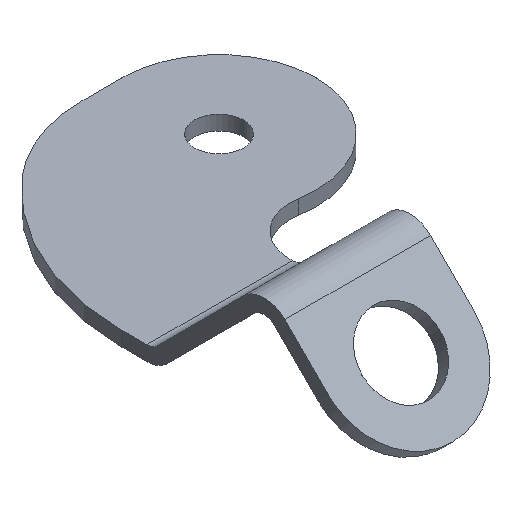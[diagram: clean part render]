
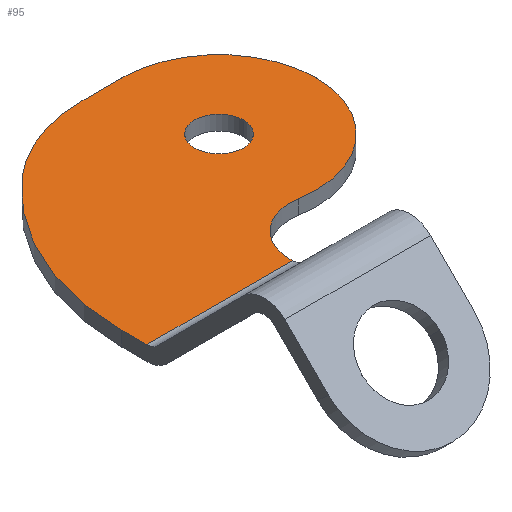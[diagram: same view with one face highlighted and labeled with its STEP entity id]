
A CAD part, isometric view. The second image highlights one B-rep face of the part: STEP entity #95.
In plain terms, the highlighted planar face has unit normal (0, 0, 1).
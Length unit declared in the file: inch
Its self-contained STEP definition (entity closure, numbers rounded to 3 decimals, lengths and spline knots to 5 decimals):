
#95=ADVANCED_FACE('',(#188,#189),#190,.T.);
#188=FACE_BOUND('',#277,.T.);
#189=FACE_OUTER_BOUND('',#278,.T.);
#190=PLANE('',#279);
#277=EDGE_LOOP('',(#487,#488));
#278=EDGE_LOOP('',(#489,#490,#491,#492,#493,#494,#495,#496,#497));
#279=AXIS2_PLACEMENT_3D('',#498,#499,#500);
#487=ORIENTED_EDGE('',*,*,#604,.T.);
#488=ORIENTED_EDGE('',*,*,#605,.T.);
#489=ORIENTED_EDGE('',*,*,#562,.F.);
#490=ORIENTED_EDGE('',*,*,#578,.F.);
#491=ORIENTED_EDGE('',*,*,#596,.F.);
#492=ORIENTED_EDGE('',*,*,#593,.F.);
#493=ORIENTED_EDGE('',*,*,#531,.F.);
#494=ORIENTED_EDGE('',*,*,#591,.F.);
#495=ORIENTED_EDGE('',*,*,#587,.F.);
#496=ORIENTED_EDGE('',*,*,#599,.F.);
#497=ORIENTED_EDGE('',*,*,#547,.F.);
#498=CARTESIAN_POINT('',(-2.74823,12.96382,-1.05385));
#499=DIRECTION('',(0.,0.0,1.0));
#500=DIRECTION('',(1.0,0.0,0.));
#531=EDGE_CURVE('',#639,#635,#641,.T.);
#547=EDGE_CURVE('',#666,#668,#669,.T.);
#562=EDGE_CURVE('',#690,#666,#691,.T.);
#578=EDGE_CURVE('',#714,#690,#716,.T.);
#587=EDGE_CURVE('',#726,#727,#728,.T.);
#591=EDGE_CURVE('',#727,#639,#732,.T.);
#593=EDGE_CURVE('',#635,#734,#735,.T.);
#596=EDGE_CURVE('',#734,#714,#738,.T.);
#599=EDGE_CURVE('',#668,#726,#741,.T.);
#604=EDGE_CURVE('',#746,#747,#748,.T.);
#605=EDGE_CURVE('',#747,#746,#749,.T.);
#635=VERTEX_POINT('',#790);
#639=VERTEX_POINT('',#795);
#641=CIRCLE('',#798,0.7874);
#666=VERTEX_POINT('',#830);
#668=VERTEX_POINT('',#832);
#669=LINE('',#833,#834);
#690=VERTEX_POINT('',#862);
#691=LINE('',#863,#864);
#714=VERTEX_POINT('',#891);
#716=LINE('',#894,#895);
#726=VERTEX_POINT('',#908);
#727=VERTEX_POINT('',#909);
#728=CIRCLE('',#910,1.1811);
#732=LINE('',#916,#917);
#734=VERTEX_POINT('',#919);
#735=CIRCLE('',#920,0.7874);
#738=CIRCLE('',#924,0.3937);
#741=CIRCLE('',#927,1.9685);
#746=VERTEX_POINT('',#932);
#747=VERTEX_POINT('',#933);
#748=CIRCLE('',#934,0.19685);
#749=CIRCLE('',#935,0.19685);
#790=CARTESIAN_POINT('',(-1.1811,14.14499,-1.05385));
#795=CARTESIAN_POINT('',(-1.9685,14.93239,-1.05385));
#798=AXIS2_PLACEMENT_3D('',#961,#962,#963);
#830=CARTESIAN_POINT('',(-3.74016,12.95881,-1.05385));
#832=CARTESIAN_POINT('',(-3.74016,13.16074,-1.05385));
#833=CARTESIAN_POINT('',(-3.74016,13.16074,-1.05385));
#834=VECTOR('',#986,1.);
#862=CARTESIAN_POINT('',(-2.55906,12.95881,-1.05385));
#863=CARTESIAN_POINT('',(-2.70286,12.95881,-1.05385));
#864=VECTOR('',#1006,1.0);
#891=CARTESIAN_POINT('',(-2.55906,12.98041,-1.05385));
#894=CARTESIAN_POINT('',(-2.55906,11.19224,-1.05385));
#895=VECTOR('',#1036,1.);
#908=CARTESIAN_POINT('',(-3.0737,14.63712,-1.05385));
#909=CARTESIAN_POINT('',(-2.29247,14.93239,-1.05385));
#910=AXIS2_PLACEMENT_3D('',#1046,#1047,#1048);
#916=CARTESIAN_POINT('',(-2.29247,14.93239,-1.05385));
#917=VECTOR('',#1051,1.0);
#919=CARTESIAN_POINT('',(-2.09974,13.3686,-1.05385));
#920=AXIS2_PLACEMENT_3D('',#1052,#1053,#1054);
#924=AXIS2_PLACEMENT_3D('',#1056,#1057,#1058);
#927=AXIS2_PLACEMENT_3D('',#1059,#1060,#1061);
#932=CARTESIAN_POINT('',(-2.16535,14.14499,-1.05385));
#933=CARTESIAN_POINT('',(-1.77165,14.14499,-1.05385));
#934=AXIS2_PLACEMENT_3D('',#1065,#1066,#1067);
#935=AXIS2_PLACEMENT_3D('',#1068,#1069,#1070);
#961=CARTESIAN_POINT('',(-1.9685,14.14499,-1.05385));
#962=DIRECTION('',(0.0,0.0,-1.0));
#963=DIRECTION('',(1.0,0.0,0.0));
#986=DIRECTION('',(0.0,1.0,0.0));
#1006=DIRECTION('',(-1.0,0.0,0.));
#1036=DIRECTION('',(0.0,-1.0,0.0));
#1046=CARTESIAN_POINT('',(-2.29247,13.75129,-1.05385));
#1047=DIRECTION('',(0.0,0.0,-1.0));
#1048=DIRECTION('',(0.0,1.0,0.0));
#1051=DIRECTION('',(1.0,0.0,0.0));
#1052=CARTESIAN_POINT('',(-1.9685,14.14499,-1.05385));
#1053=DIRECTION('',(0.0,0.0,-1.0));
#1054=DIRECTION('',(1.0,0.0,0.0));
#1056=CARTESIAN_POINT('',(-2.16535,12.98041,-1.05385));
#1057=DIRECTION('',(0.0,-0.0,1.0));
#1058=DIRECTION('',(0.167,0.986,0.0));
#1059=CARTESIAN_POINT('',(-1.77165,13.16074,-1.05385));
#1060=DIRECTION('',(0.0,0.0,-1.0));
#1061=DIRECTION('',(1.0,0.0,0.0));
#1065=CARTESIAN_POINT('',(-1.9685,14.14499,-1.05385));
#1066=DIRECTION('',(0.,0.0,-1.0));
#1067=DIRECTION('',(1.0,0.0,0.));
#1068=CARTESIAN_POINT('',(-1.9685,14.14499,-1.05385));
#1069=DIRECTION('',(0.,0.0,-1.0));
#1070=DIRECTION('',(1.0,0.0,0.));
